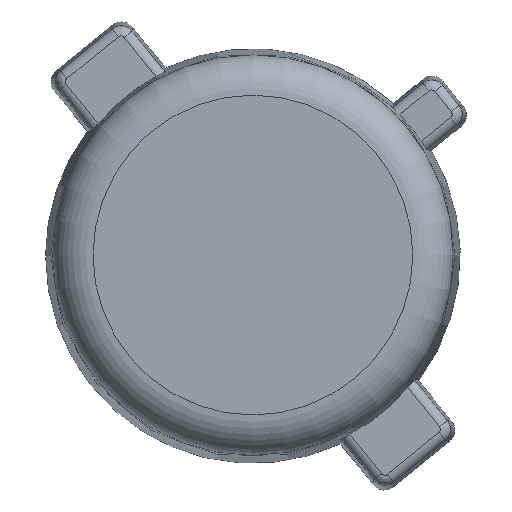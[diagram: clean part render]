
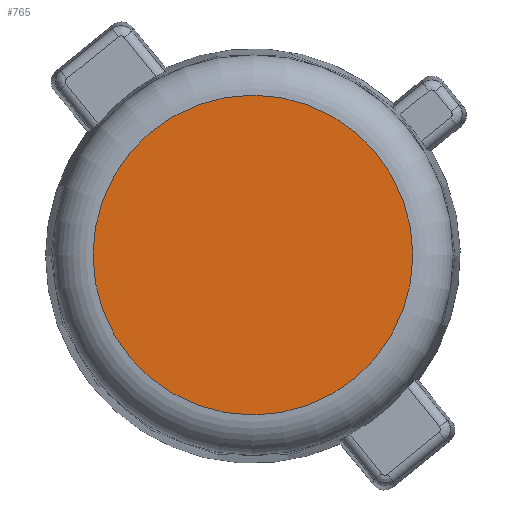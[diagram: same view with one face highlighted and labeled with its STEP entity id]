
A CAD part, top view. The second image highlights one B-rep face of the part: STEP entity #765.
In plain terms, the highlighted planar face has unit normal (0, 0, 1).
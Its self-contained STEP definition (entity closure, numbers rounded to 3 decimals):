
#178=PLANE('',#875);
#225=FACE_OUTER_BOUND('',#275,.T.);
#275=EDGE_LOOP('',(#714));
#311=CIRCLE('',#873,3.972);
#381=VERTEX_POINT('',#1548);
#491=EDGE_CURVE('',#381,#381,#311,.T.);
#714=ORIENTED_EDGE('',*,*,#491,.F.);
#765=ADVANCED_FACE('',(#225),#178,.T.);
#873=AXIS2_PLACEMENT_3D('',#1549,#1108,#1109);
#875=AXIS2_PLACEMENT_3D('',#1551,#1112,#1113);
#1108=DIRECTION('center_axis',(0.,0.,-1.));
#1109=DIRECTION('ref_axis',(1.,0.,0.));
#1112=DIRECTION('center_axis',(0.,0.,1.));
#1113=DIRECTION('ref_axis',(1.,0.,0.));
#1548=CARTESIAN_POINT('',(22.051,-7.653,13.));
#1549=CARTESIAN_POINT('Origin',(26.023,-7.653,13.));
#1551=CARTESIAN_POINT('Origin',(26.023,-7.653,13.));
